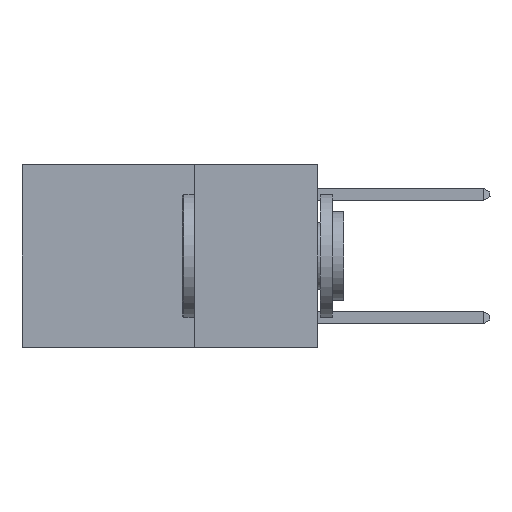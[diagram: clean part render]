
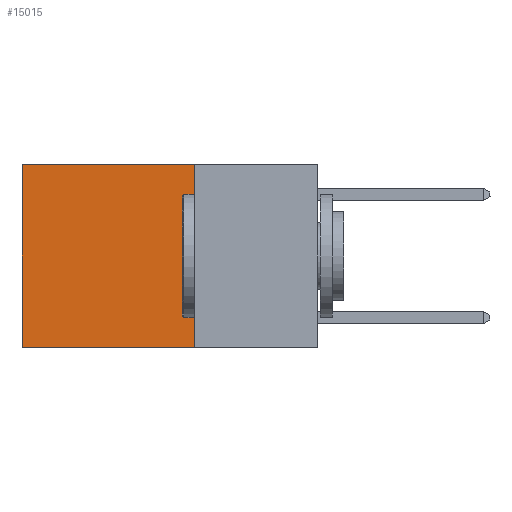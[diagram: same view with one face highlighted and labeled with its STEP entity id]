
A CAD part, left-side view. The second image highlights one B-rep face of the part: STEP entity #15015.
In plain terms, the highlighted planar face has unit normal (-1, 0, 0).
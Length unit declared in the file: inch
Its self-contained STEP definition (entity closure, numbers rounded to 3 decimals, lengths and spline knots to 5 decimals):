
#160 = CARTESIAN_POINT ( 'NONE',  ( 0.2625, 0.6, -0.37 ) ) ;
#268 = EDGE_CURVE ( 'NONE', #15626, #13988, #799, .T. ) ;
#799 = LINE ( 'NONE', #4240, #7547 ) ;
#1984 = ORIENTED_EDGE ( 'NONE', *, *, #268, .F. ) ;
#2592 = ORIENTED_EDGE ( 'NONE', *, *, #6375, .F. ) ;
#3907 = LINE ( 'NONE', #7351, #20881 ) ;
#4240 = CARTESIAN_POINT ( 'NONE',  ( 0.2625, 0.25, 0. ) ) ;
#5418 = DIRECTION ( 'NONE',  ( 0., 1., 0. ) ) ;
#5532 = DIRECTION ( 'NONE',  ( 0., 1., 0. ) ) ;
#5591 = DIRECTION ( 'NONE',  ( 0., 0., -1. ) ) ;
#5696 = CARTESIAN_POINT ( 'NONE',  ( 0.2625, 0.25, 0. ) ) ;
#6090 = CARTESIAN_POINT ( 'NONE',  ( 0.2625, 0.25, 0. ) ) ;
#6375 = EDGE_CURVE ( 'NONE', #13988, #10723, #7018, .T. ) ;
#7018 = LINE ( 'NONE', #15676, #13059 ) ;
#7351 = CARTESIAN_POINT ( 'NONE',  ( 0.2625, 0.25, 0. ) ) ;
#7547 = VECTOR ( 'NONE', #19236, 39.37008 ) ;
#8878 = ORIENTED_EDGE ( 'NONE', *, *, #9406, .T. ) ;
#8942 = FACE_OUTER_BOUND ( 'NONE', #19353, .T. ) ;
#9052 = PLANE ( 'NONE',  #11390 ) ;
#9334 = LINE ( 'NONE', #20417, #14839 ) ;
#9406 = EDGE_CURVE ( 'NONE', #15626, #10291, #3907, .T. ) ;
#10248 = DIRECTION ( 'NONE',  ( 1., 0., 0. ) ) ;
#10291 = VERTEX_POINT ( 'NONE', #10874 ) ;
#10723 = VERTEX_POINT ( 'NONE', #160 ) ;
#10874 = CARTESIAN_POINT ( 'NONE',  ( 0.2625, 0.6, 0. ) ) ;
#11085 = DIRECTION ( 'NONE',  ( 0., 0., -1. ) ) ;
#11390 = AXIS2_PLACEMENT_3D ( 'NONE', #5696, #10248, #5591 ) ;
#13059 = VECTOR ( 'NONE', #5418, 39.37008 ) ;
#13988 = VERTEX_POINT ( 'NONE', #20226 ) ;
#14726 = EDGE_CURVE ( 'NONE', #10291, #10723, #9334, .T. ) ;
#14839 = VECTOR ( 'NONE', #11085, 39.37008 ) ;
#15015 = ADVANCED_FACE ( 'NONE', ( #8942 ), #9052, .F. ) ;
#15626 = VERTEX_POINT ( 'NONE', #6090 ) ;
#15676 = CARTESIAN_POINT ( 'NONE',  ( 0.2625, 0.25, -0.37 ) ) ;
#19236 = DIRECTION ( 'NONE',  ( 0., 0., -1. ) ) ;
#19317 = ORIENTED_EDGE ( 'NONE', *, *, #14726, .T. ) ;
#19353 = EDGE_LOOP ( 'NONE', ( #19317, #2592, #1984, #8878 ) ) ;
#20226 = CARTESIAN_POINT ( 'NONE',  ( 0.2625, 0.25, -0.37 ) ) ;
#20417 = CARTESIAN_POINT ( 'NONE',  ( 0.2625, 0.6, 0. ) ) ;
#20881 = VECTOR ( 'NONE', #5532, 39.37008 ) ;
